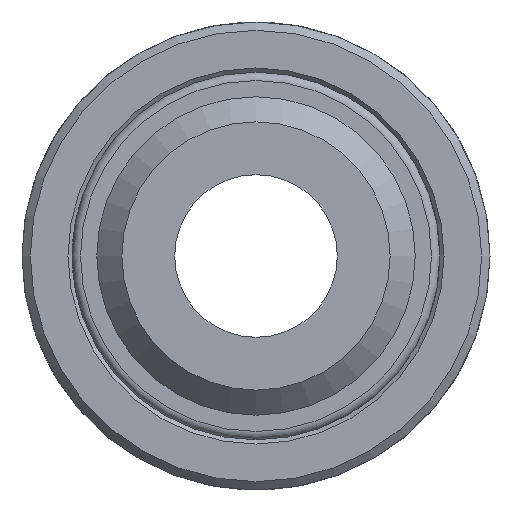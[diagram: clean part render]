
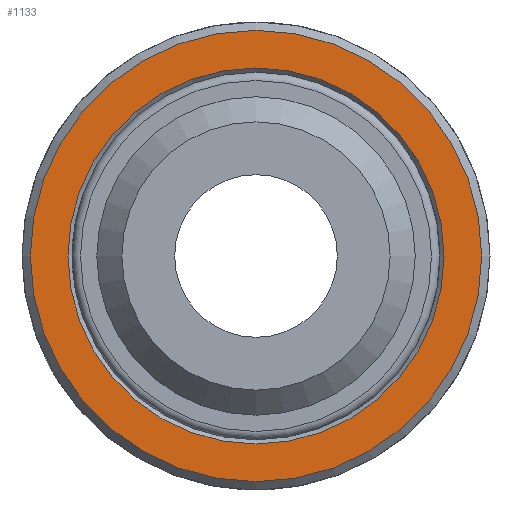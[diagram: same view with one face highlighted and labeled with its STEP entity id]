
A CAD part, left-side view. The second image highlights one B-rep face of the part: STEP entity #1133.
In plain terms, the highlighted planar face has unit normal (-1, 0, 0).
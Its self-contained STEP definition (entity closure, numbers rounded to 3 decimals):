
#66=FACE_BOUND('',#221,.T.);
#94=PLANE('',#1311);
#151=FACE_OUTER_BOUND('',#220,.T.);
#220=EDGE_LOOP('',(#1028,#1029));
#221=EDGE_LOOP('',(#1030,#1031));
#418=CIRCLE('',#1309,11.25);
#419=CIRCLE('',#1310,11.25);
#420=CIRCLE('',#1312,13.5);
#421=CIRCLE('',#1313,13.5);
#542=VERTEX_POINT('',#2071);
#543=VERTEX_POINT('',#2073);
#544=VERTEX_POINT('',#2077);
#545=VERTEX_POINT('',#2078);
#711=EDGE_CURVE('',#543,#542,#418,.T.);
#712=EDGE_CURVE('',#542,#543,#419,.T.);
#713=EDGE_CURVE('',#544,#545,#420,.T.);
#714=EDGE_CURVE('',#545,#544,#421,.T.);
#1028=ORIENTED_EDGE('',*,*,#713,.F.);
#1029=ORIENTED_EDGE('',*,*,#714,.F.);
#1030=ORIENTED_EDGE('',*,*,#711,.T.);
#1031=ORIENTED_EDGE('',*,*,#712,.T.);
#1133=ADVANCED_FACE('',(#151,#66),#94,.T.);
#1309=AXIS2_PLACEMENT_3D('',#2074,#1672,#1673);
#1310=AXIS2_PLACEMENT_3D('',#2075,#1674,#1675);
#1311=AXIS2_PLACEMENT_3D('',#2076,#1676,#1677);
#1312=AXIS2_PLACEMENT_3D('',#2079,#1678,#1679);
#1313=AXIS2_PLACEMENT_3D('',#2080,#1680,#1681);
#1672=DIRECTION('center_axis',(1.,0.,0.));
#1673=DIRECTION('ref_axis',(0.,0.,-1.));
#1674=DIRECTION('center_axis',(1.,0.,0.));
#1675=DIRECTION('ref_axis',(0.,0.,-1.));
#1676=DIRECTION('center_axis',(-1.,0.,0.));
#1677=DIRECTION('ref_axis',(0.,0.,1.));
#1678=DIRECTION('center_axis',(1.,0.,0.));
#1679=DIRECTION('ref_axis',(0.,0.,-1.));
#1680=DIRECTION('center_axis',(1.,0.,0.));
#1681=DIRECTION('ref_axis',(0.,0.,-1.));
#2071=CARTESIAN_POINT('',(17.6,-11.25,0.));
#2073=CARTESIAN_POINT('',(17.6,11.25,0.));
#2074=CARTESIAN_POINT('Origin',(17.6,0.,0.));
#2075=CARTESIAN_POINT('Origin',(17.6,0.,0.));
#2076=CARTESIAN_POINT('Origin',(17.6,13.5,0.));
#2077=CARTESIAN_POINT('',(17.6,13.5,0.));
#2078=CARTESIAN_POINT('',(17.6,-13.5,0.));
#2079=CARTESIAN_POINT('Origin',(17.6,0.,0.));
#2080=CARTESIAN_POINT('Origin',(17.6,0.,0.));
